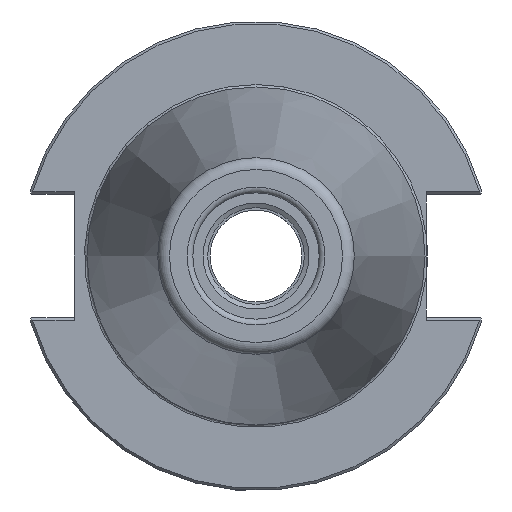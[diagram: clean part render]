
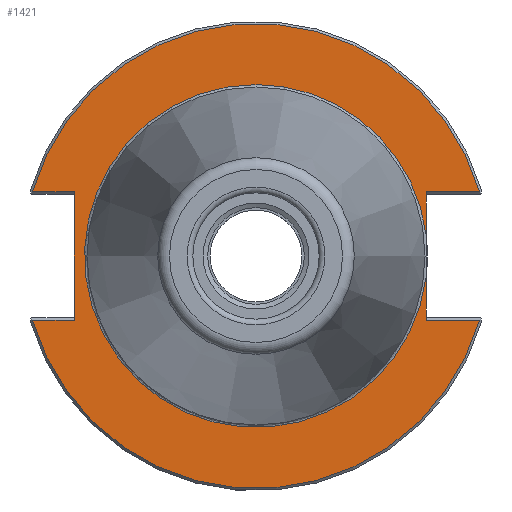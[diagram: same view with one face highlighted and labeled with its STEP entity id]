
A CAD part, left-side view. The second image highlights one B-rep face of the part: STEP entity #1421.
In plain terms, the highlighted planar face has unit normal (-1, 0, 0).
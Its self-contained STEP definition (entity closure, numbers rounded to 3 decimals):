
#78=PLANE('',#1541);
#123=CIRCLE('',#1539,48.249);
#125=CIRCLE('',#1542,35.579);
#126=CIRCLE('',#1543,35.579);
#127=CIRCLE('',#1544,48.249);
#239=FACE_OUTER_BOUND('',#314,.T.);
#314=EDGE_LOOP('',(#1050,#1051,#1052,#1053,#1054,#1055,#1056,#1057,#1058,
#1059,#1060));
#407=LINE('',#2378,#484);
#410=LINE('',#2437,#487);
#411=LINE('',#2443,#488);
#412=LINE('',#2445,#489);
#413=LINE('',#2449,#490);
#414=LINE('',#2451,#491);
#415=LINE('',#2452,#492);
#484=VECTOR('',#1785,10.);
#487=VECTOR('',#1804,10.);
#488=VECTOR('',#1809,10.);
#489=VECTOR('',#1810,10.);
#490=VECTOR('',#1813,10.);
#491=VECTOR('',#1814,10.);
#492=VECTOR('',#1815,10.);
#601=VERTEX_POINT('',#2375);
#602=VERTEX_POINT('',#2377);
#610=VERTEX_POINT('',#2424);
#613=VERTEX_POINT('',#2436);
#614=VERTEX_POINT('',#2438);
#615=VERTEX_POINT('',#2440);
#616=VERTEX_POINT('',#2442);
#617=VERTEX_POINT('',#2444);
#618=VERTEX_POINT('',#2446);
#619=VERTEX_POINT('',#2448);
#620=VERTEX_POINT('',#2450);
#774=EDGE_CURVE('',#601,#602,#407,.T.);
#786=EDGE_CURVE('',#602,#610,#123,.T.);
#790=EDGE_CURVE('',#601,#613,#410,.T.);
#791=EDGE_CURVE('',#613,#614,#125,.T.);
#792=EDGE_CURVE('',#614,#615,#126,.T.);
#793=EDGE_CURVE('',#615,#616,#411,.T.);
#794=EDGE_CURVE('',#617,#616,#412,.T.);
#795=EDGE_CURVE('',#618,#617,#127,.T.);
#796=EDGE_CURVE('',#619,#618,#413,.T.);
#797=EDGE_CURVE('',#619,#620,#414,.T.);
#798=EDGE_CURVE('',#610,#620,#415,.T.);
#1050=ORIENTED_EDGE('',*,*,#774,.F.);
#1051=ORIENTED_EDGE('',*,*,#790,.T.);
#1052=ORIENTED_EDGE('',*,*,#791,.T.);
#1053=ORIENTED_EDGE('',*,*,#792,.T.);
#1054=ORIENTED_EDGE('',*,*,#793,.T.);
#1055=ORIENTED_EDGE('',*,*,#794,.F.);
#1056=ORIENTED_EDGE('',*,*,#795,.F.);
#1057=ORIENTED_EDGE('',*,*,#796,.F.);
#1058=ORIENTED_EDGE('',*,*,#797,.T.);
#1059=ORIENTED_EDGE('',*,*,#798,.F.);
#1060=ORIENTED_EDGE('',*,*,#786,.F.);
#1421=ADVANCED_FACE('',(#239),#78,.T.);
#1539=AXIS2_PLACEMENT_3D('',#2425,#1798,#1799);
#1541=AXIS2_PLACEMENT_3D('',#2435,#1802,#1803);
#1542=AXIS2_PLACEMENT_3D('',#2439,#1805,#1806);
#1543=AXIS2_PLACEMENT_3D('',#2441,#1807,#1808);
#1544=AXIS2_PLACEMENT_3D('',#2447,#1811,#1812);
#1785=DIRECTION('',(0.,-1.,0.));
#1798=DIRECTION('center_axis',(1.,0.,0.));
#1799=DIRECTION('ref_axis',(0.,0.,-1.));
#1802=DIRECTION('center_axis',(-1.,0.,0.));
#1803=DIRECTION('ref_axis',(0.,0.,1.));
#1804=DIRECTION('',(0.,0.,1.));
#1805=DIRECTION('center_axis',(1.,0.,0.));
#1806=DIRECTION('ref_axis',(0.,0.,-1.));
#1807=DIRECTION('center_axis',(1.,0.,0.));
#1808=DIRECTION('ref_axis',(0.,0.,-1.));
#1809=DIRECTION('',(0.,0.,1.));
#1810=DIRECTION('',(0.,1.,0.));
#1811=DIRECTION('center_axis',(1.,0.,0.));
#1812=DIRECTION('ref_axis',(0.,0.,-1.));
#1813=DIRECTION('',(0.,1.,0.));
#1814=DIRECTION('',(0.,0.,-1.));
#1815=DIRECTION('',(0.,-1.,0.));
#2375=CARTESIAN_POINT('',(1.5,-35.3,-13.325));
#2377=CARTESIAN_POINT('',(1.5,-46.373,-13.325));
#2378=CARTESIAN_POINT('',(1.5,-13.707,-13.325));
#2424=CARTESIAN_POINT('',(1.5,46.373,-13.325));
#2425=CARTESIAN_POINT('Origin',(1.5,0.,0.));
#2435=CARTESIAN_POINT('Origin',(1.5,48.249,0.));
#2436=CARTESIAN_POINT('',(1.5,-35.3,-4.449));
#2437=CARTESIAN_POINT('',(1.5,-35.3,-6.413));
#2438=CARTESIAN_POINT('',(1.5,0.,35.579));
#2439=CARTESIAN_POINT('Origin',(1.5,0.,0.));
#2440=CARTESIAN_POINT('',(1.5,-35.3,4.449));
#2441=CARTESIAN_POINT('Origin',(1.5,0.,0.));
#2442=CARTESIAN_POINT('',(1.5,-35.3,13.325));
#2443=CARTESIAN_POINT('',(1.5,-35.3,-6.413));
#2444=CARTESIAN_POINT('',(1.5,-46.373,13.325));
#2445=CARTESIAN_POINT('',(1.5,6.475,13.325));
#2446=CARTESIAN_POINT('',(1.5,46.373,13.325));
#2447=CARTESIAN_POINT('Origin',(1.5,0.,0.));
#2448=CARTESIAN_POINT('',(1.5,37.7,13.325));
#2449=CARTESIAN_POINT('',(1.5,61.395,13.325));
#2450=CARTESIAN_POINT('',(1.5,37.7,-13.325));
#2451=CARTESIAN_POINT('',(1.5,37.7,6.413));
#2452=CARTESIAN_POINT('',(1.5,42.975,-13.325));
